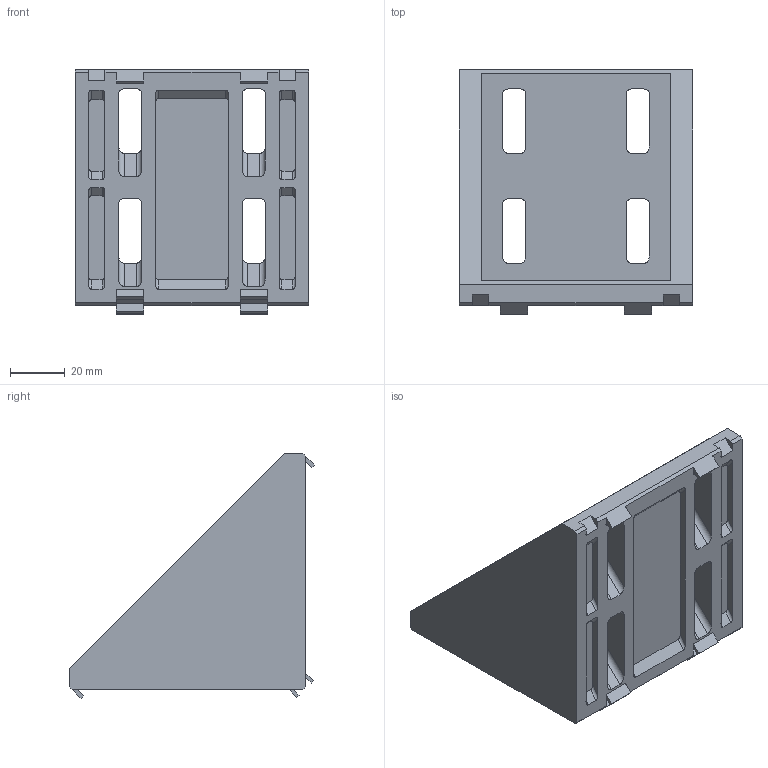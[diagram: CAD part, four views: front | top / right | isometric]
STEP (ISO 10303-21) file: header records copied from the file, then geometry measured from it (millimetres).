
FILE_DESCRIPTION (( 'STEP AP214' ), '1' );
FILE_NAME ('A12 Óãëîâîé àëþìèíèåâûé ñîåäèíèòåëü 90õ90, ïàç 10.STEP', '2021-09-16T07:32:55', ( 'Windows User' ), ( '' ), 'SwSTEP 2.0', 'SolidWorks 2021', '' );
FILE_SCHEMA (( 'AUTOMOTIVE_DESIGN' ));
Length unit declared in the file: millimetre
Products named in the file (1): A12 Óãëîâîé àëþìèíèåâûé ñîåäèíèòåëü 90õ90, ïàç 10
Bounding box: 85 x 89.18 x 89.18 mm (x, y, z)
Volume: 139772.3 mm3; surface area: 47037.3 mm2
Topology: 1 solids, 1 shells, 244 faces, 677 edges, 446 vertices
Faces by surface type: plane 172, cylinder 72
Entity records: 7711 total; most frequent: CARTESIAN_POINT 1704, ORIENTED_EDGE 1354, DIRECTION 1087, EDGE_CURVE 677, LINE 533, VECTOR 533, VERTEX_POINT 446, AXIS2_PLACEMENT_3D 277
